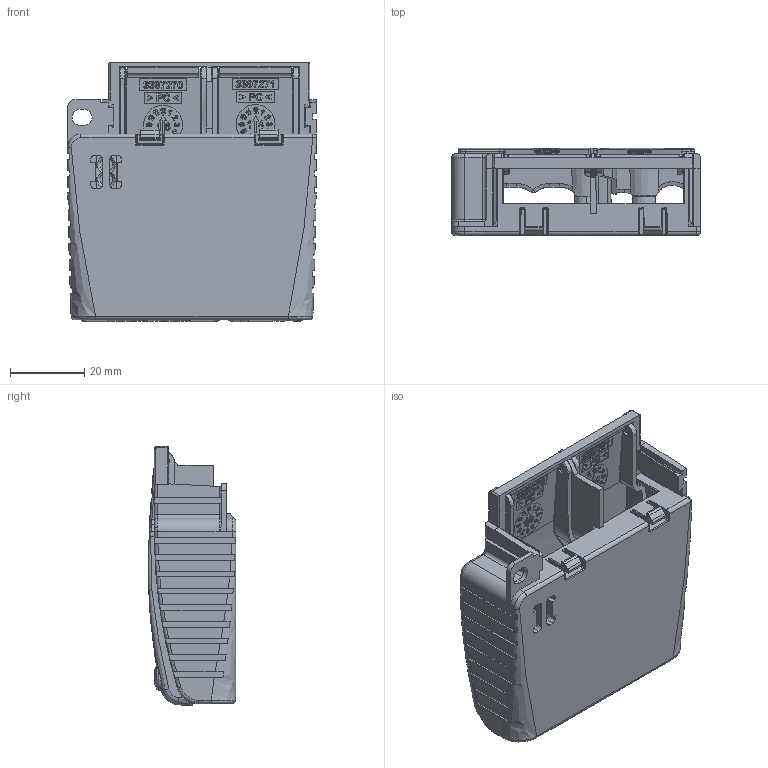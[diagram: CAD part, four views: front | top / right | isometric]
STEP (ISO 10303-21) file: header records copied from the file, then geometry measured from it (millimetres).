
FILE_DESCRIPTION (( 'STEP AP214' ), '1' );
FILE_NAME ('CC_B-LP-Style.STEP', '2019-07-15T08:42:50', ( '' ), ( '' ), 'SwSTEP 2.0', 'SolidWorks 2017', '' );
FILE_SCHEMA (( 'AUTOMOTIVE_DESIGN' ));
Length unit declared in the file: millimetre
Products named in the file (1): CC_B-LP-Style
Bounding box: 66.99 x 23.57 x 69.81 mm (x, y, z)
Volume: 27032.7 mm3; surface area: 33657.8 mm2
Topology: 7 solids, 7 shells, 3532 faces, 9316 edges, 5870 vertices
Faces by surface type: plane 1355, bspline 1057, cylinder 710, cone 241, torus 96, sphere 73
Entity records: 190947 total; most frequent: CARTESIAN_POINT 75002, ORIENTED_EDGE 18480, DIRECTION 12411, EDGE_CURVE 9240, VERTEX_POINT 5862, LINE 4519, VECTOR 4519, AXIS2_PLACEMENT_3D 3946
